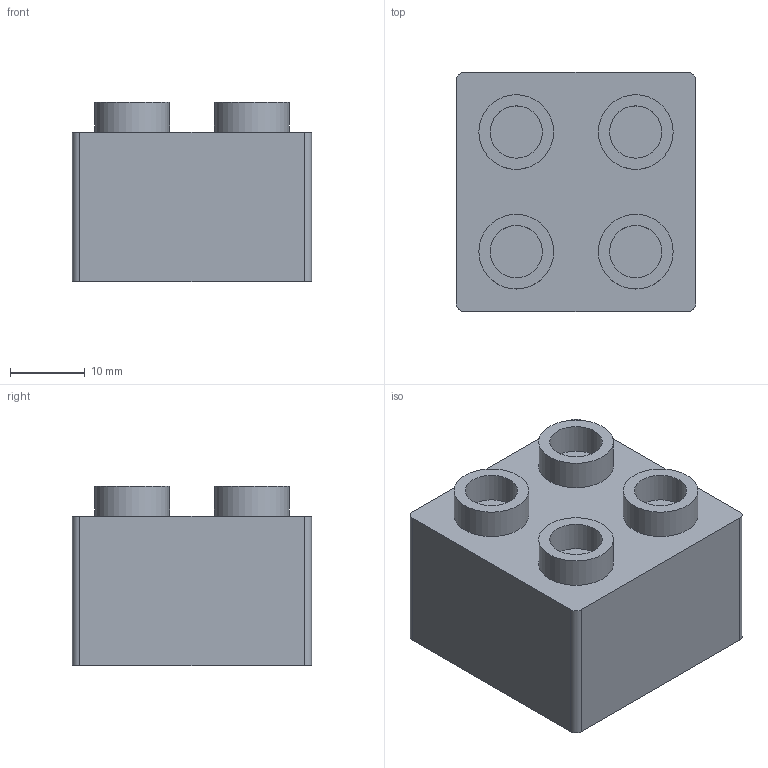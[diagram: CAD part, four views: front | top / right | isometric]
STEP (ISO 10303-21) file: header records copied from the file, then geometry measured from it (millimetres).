
FILE_DESCRIPTION( ( '' ), ' ' );
FILE_NAME( '5eab2d634dfaab1581203a22.step', '2020-04-30T19:56:19', ( '' ), ( '' ), ' ', ' ', ' ' );
FILE_SCHEMA( ( 'AUTOMOTIVE_DESIGN { 1 0 10303 214 1 1 1 1 }' ) );
Length unit declared in the file: metre
Products named in the file (1): Part 1
Bounding box: 32 x 32 x 24 mm (x, y, z)
Volume: 6991.7 mm3; surface area: 7442.5 mm2
Topology: 1 solids, 1 shells, 31 faces, 60 edges, 40 vertices
Faces by surface type: plane 19, cylinder 12
Full cylindrical faces by diameter (mm): 7 x4, 10 x4
Entity records: 1022 total; most frequent: DIRECTION 140, CARTESIAN_POINT 124, ORIENTED_EDGE 104, AXIS2_PLACEMENT_3D 56, EDGE_CURVE 52, EDGE_LOOP 48, VERTEX_POINT 40, FACE_OUTER_BOUND 39
